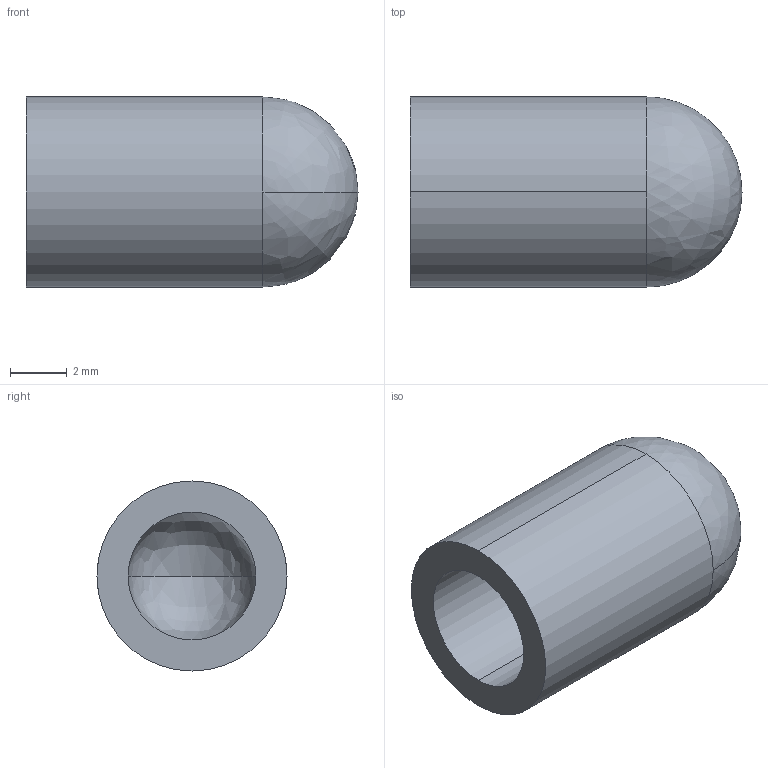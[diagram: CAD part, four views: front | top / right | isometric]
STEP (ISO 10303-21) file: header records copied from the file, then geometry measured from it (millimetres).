
FILE_DESCRIPTION (( 'STEP AP214' ), '1' );
FILE_NAME ('LC-CAP-PT_3D.STEP', '2022-02-18T19:17:01', ( '' ), ( '' ), 'SwSTEP 2.0', 'SolidWorks 2021', '' );
FILE_SCHEMA (( 'AUTOMOTIVE_DESIGN' ));
Length unit declared in the file: inch
Products named in the file (1): LC-CAP-PT_3D
Bounding box: 11.7 x 6.7 x 6.7 mm (x, y, z)
Volume: 216.5 mm3; surface area: 415.5 mm2
Topology: 1 solids, 1 shells, 9 faces, 26 edges, 12 vertices
Faces by surface type: cylinder 4, bspline 4, plane 1
Entity records: 330 total; most frequent: CARTESIAN_POINT 100, DIRECTION 44, ORIENTED_EDGE 36, AXIS2_PLACEMENT_3D 20, EDGE_CURVE 18, CIRCLE 14, VERTEX_POINT 12, EDGE_LOOP 10
